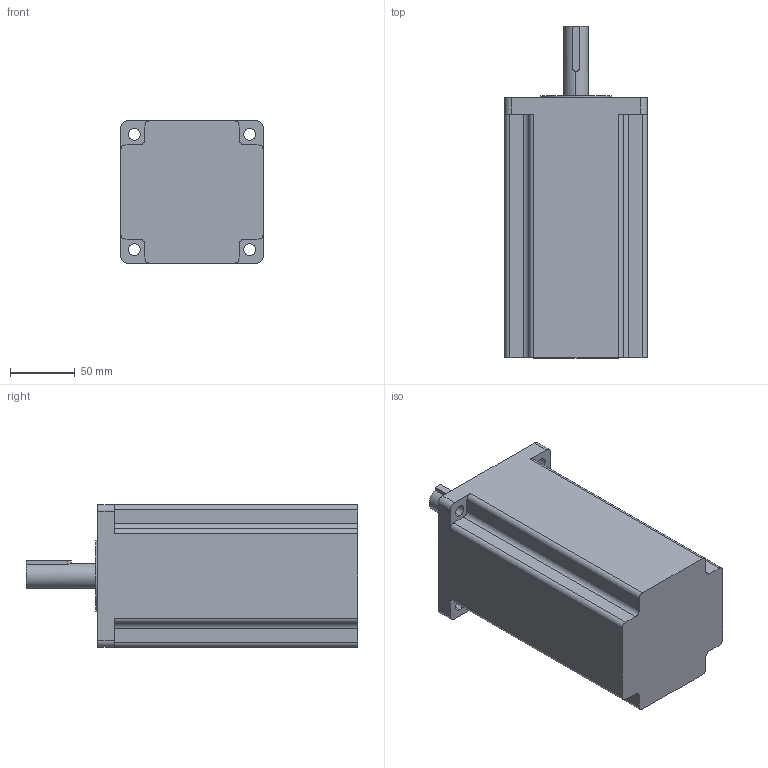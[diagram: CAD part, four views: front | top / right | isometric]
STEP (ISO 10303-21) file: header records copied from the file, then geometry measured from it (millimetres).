
FILE_DESCRIPTION (( 'STEP AP214' ), '1' );
FILE_NAME ('110HS3060A4.STEP', '2021-03-25T05:27:18', ( 'Sky123.Org' ), ( 'Sky123.Org' ), 'SwSTEP 2.0', 'SolidWorks 2015', '' );
FILE_SCHEMA (( 'AUTOMOTIVE_DESIGN' ));
Length unit declared in the file: millimetre
Products named in the file (1): 110HS3060A4
Bounding box: 110 x 256.3 x 110 mm (x, y, z)
Volume: 2187941.9 mm3; surface area: 113236.2 mm2
Topology: 1 solids, 1 shells, 60 faces, 160 edges, 104 vertices
Faces by surface type: cylinder 29, plane 23, torus 8
Entity records: 1971 total; most frequent: CARTESIAN_POINT 357, DIRECTION 353, ORIENTED_EDGE 320, EDGE_CURVE 160, AXIS2_PLACEMENT_3D 134, VERTEX_POINT 104, VECTOR 85, LINE 85
